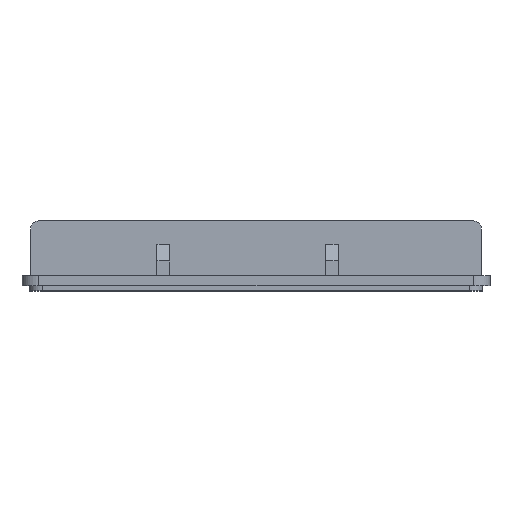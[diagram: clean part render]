
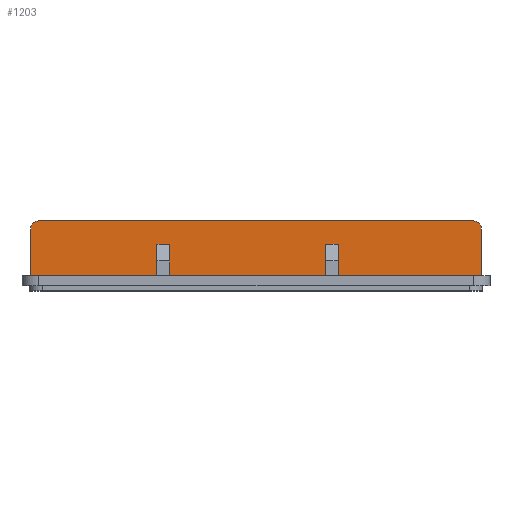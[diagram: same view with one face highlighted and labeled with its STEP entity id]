
A CAD part, top view. The second image highlights one B-rep face of the part: STEP entity #1203.
In plain terms, the highlighted planar face has unit normal (0, 0, 1).
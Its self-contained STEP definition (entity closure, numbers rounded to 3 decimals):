
#5 = DIRECTION ( 'NONE',  ( 1., 0., 0. ) ) ;
#17 = LINE ( 'NONE', #1190, #1684 ) ;
#33 = CARTESIAN_POINT ( 'NONE',  ( -26.75, 6.7, -6.055 ) ) ;
#76 = EDGE_CURVE ( 'NONE', #1713, #166, #2050, .T. ) ;
#86 = VECTOR ( 'NONE', #451, 1000. ) ;
#103 = EDGE_CURVE ( 'NONE', #1668, #396, #1630, .T. ) ;
#116 = CIRCLE ( 'NONE', #1325, 1. ) ;
#125 = ORIENTED_EDGE ( 'NONE', *, *, #1602, .T. ) ;
#135 = ORIENTED_EDGE ( 'NONE', *, *, #76, .F. ) ;
#137 = ORIENTED_EDGE ( 'NONE', *, *, #1550, .F. ) ;
#148 = VECTOR ( 'NONE', #657, 1000. ) ;
#156 = CARTESIAN_POINT ( 'NONE',  ( -26.75, 7.7, -6.055 ) ) ;
#162 = ORIENTED_EDGE ( 'NONE', *, *, #506, .F. ) ;
#166 = VERTEX_POINT ( 'NONE', #1037 ) ;
#170 = EDGE_CURVE ( 'NONE', #1713, #582, #205, .T. ) ;
#199 = LINE ( 'NONE', #484, #1852 ) ;
#205 = LINE ( 'NONE', #862, #974 ) ;
#208 = EDGE_LOOP ( 'NONE', ( #2122, #472, #162, #135, #1202, #1679, #1570, #1813, #1687, #125, #958, #1222, #643, #137 ) ) ;
#225 = VECTOR ( 'NONE', #381, 1000. ) ;
#247 = VERTEX_POINT ( 'NONE', #1189 ) ;
#257 = VECTOR ( 'NONE', #1595, 1000. ) ;
#263 = VERTEX_POINT ( 'NONE', #1080 ) ;
#265 = CARTESIAN_POINT ( 'NONE',  ( 9.75, 4.95, -6.055 ) ) ;
#331 = CARTESIAN_POINT ( 'NONE',  ( 26.75, 7.7, -6.055 ) ) ;
#381 = DIRECTION ( 'NONE',  ( 0., -1., 0. ) ) ;
#396 = VERTEX_POINT ( 'NONE', #1162 ) ;
#398 = DIRECTION ( 'NONE',  ( -1., 0., 0. ) ) ;
#416 = EDGE_CURVE ( 'NONE', #1668, #247, #199, .T. ) ;
#451 = DIRECTION ( 'NONE',  ( 0., -1., 0. ) ) ;
#472 = ORIENTED_EDGE ( 'NONE', *, *, #1935, .T. ) ;
#484 = CARTESIAN_POINT ( 'NONE',  ( 26.75, 7.7, -6.055 ) ) ;
#485 = DIRECTION ( 'NONE',  ( -1., 0., 0. ) ) ;
#486 = LINE ( 'NONE', #156, #1675 ) ;
#506 = EDGE_CURVE ( 'NONE', #166, #720, #899, .T. ) ;
#582 = VERTEX_POINT ( 'NONE', #1732 ) ;
#583 = DIRECTION ( 'NONE',  ( 1., 0., 0. ) ) ;
#643 = ORIENTED_EDGE ( 'NONE', *, *, #1924, .F. ) ;
#657 = DIRECTION ( 'NONE',  ( 0., -1., 0. ) ) ;
#663 = VERTEX_POINT ( 'NONE', #1936 ) ;
#720 = VERTEX_POINT ( 'NONE', #2127 ) ;
#744 = EDGE_CURVE ( 'NONE', #864, #2084, #486, .T. ) ;
#772 = CARTESIAN_POINT ( 'NONE',  ( -10.25, 4.95, -6.055 ) ) ;
#776 = VECTOR ( 'NONE', #1137, 1000. ) ;
#786 = FACE_OUTER_BOUND ( 'NONE', #208, .T. ) ;
#798 = CARTESIAN_POINT ( 'NONE',  ( 26.75, 1.2, -6.055 ) ) ;
#800 = DIRECTION ( 'NONE',  ( -1., 0., 0. ) ) ;
#817 = VECTOR ( 'NONE', #1441, 1000. ) ;
#862 = CARTESIAN_POINT ( 'NONE',  ( 9.75, 4.95, -6.055 ) ) ;
#864 = VERTEX_POINT ( 'NONE', #33 ) ;
#880 = CARTESIAN_POINT ( 'NONE',  ( -10.25, 4.95, -6.055 ) ) ;
#898 = CARTESIAN_POINT ( 'NONE',  ( -25.75, 7.7, -6.055 ) ) ;
#899 = LINE ( 'NONE', #1864, #225 ) ;
#929 = DIRECTION ( 'NONE',  ( -1., 0., 0. ) ) ;
#938 = CARTESIAN_POINT ( 'NONE',  ( 26.75, 1.2, -6.055 ) ) ;
#958 = ORIENTED_EDGE ( 'NONE', *, *, #744, .T. ) ;
#970 = LINE ( 'NONE', #798, #817 ) ;
#974 = VECTOR ( 'NONE', #1201, 1000. ) ;
#978 = PLANE ( 'NONE',  #1629 ) ;
#995 = VERTEX_POINT ( 'NONE', #898 ) ;
#1037 = CARTESIAN_POINT ( 'NONE',  ( 8.25, 4.95, -6.055 ) ) ;
#1066 = LINE ( 'NONE', #1727, #2085 ) ;
#1080 = CARTESIAN_POINT ( 'NONE',  ( -11.75, 1.2, -6.055 ) ) ;
#1116 = LINE ( 'NONE', #1780, #776 ) ;
#1137 = DIRECTION ( 'NONE',  ( -1., 0., 0. ) ) ;
#1143 = DIRECTION ( 'NONE',  ( 0., -1., 0. ) ) ;
#1160 = CARTESIAN_POINT ( 'NONE',  ( 26.75, 6.7, -6.055 ) ) ;
#1162 = CARTESIAN_POINT ( 'NONE',  ( 25.75, 7.7, -6.055 ) ) ;
#1189 = CARTESIAN_POINT ( 'NONE',  ( 26.75, 1.2, -6.055 ) ) ;
#1190 = CARTESIAN_POINT ( 'NONE',  ( 26.75, 7.7, -6.055 ) ) ;
#1201 = DIRECTION ( 'NONE',  ( 0., -1., 0. ) ) ;
#1202 = ORIENTED_EDGE ( 'NONE', *, *, #170, .T. ) ;
#1203 = ADVANCED_FACE ( 'NONE', ( #786 ), #978, .F. ) ;
#1222 = ORIENTED_EDGE ( 'NONE', *, *, #1471, .T. ) ;
#1324 = DIRECTION ( 'NONE',  ( 0., 0., -1. ) ) ;
#1325 = AXIS2_PLACEMENT_3D ( 'NONE', #1623, #1960, #800 ) ;
#1342 = VERTEX_POINT ( 'NONE', #1705 ) ;
#1400 = CARTESIAN_POINT ( 'NONE',  ( 25.75, 6.7, -6.055 ) ) ;
#1429 = CARTESIAN_POINT ( 'NONE',  ( -11.75, 4.95, -6.055 ) ) ;
#1441 = DIRECTION ( 'NONE',  ( 1., 0., 0. ) ) ;
#1445 = LINE ( 'NONE', #772, #148 ) ;
#1471 = EDGE_CURVE ( 'NONE', #2084, #263, #1066, .T. ) ;
#1481 = EDGE_CURVE ( 'NONE', #582, #247, #1761, .T. ) ;
#1482 = CARTESIAN_POINT ( 'NONE',  ( -26.75, 1.2, -6.055 ) ) ;
#1492 = EDGE_CURVE ( 'NONE', #1901, #1342, #1445, .T. ) ;
#1525 = CARTESIAN_POINT ( 'NONE',  ( 9.75, 4.95, -6.055 ) ) ;
#1550 = EDGE_CURVE ( 'NONE', #1901, #663, #1116, .T. ) ;
#1570 = ORIENTED_EDGE ( 'NONE', *, *, #416, .F. ) ;
#1595 = DIRECTION ( 'NONE',  ( 1., 0., 0. ) ) ;
#1602 = EDGE_CURVE ( 'NONE', #995, #864, #116, .T. ) ;
#1623 = CARTESIAN_POINT ( 'NONE',  ( -25.75, 6.7, -6.055 ) ) ;
#1629 = AXIS2_PLACEMENT_3D ( 'NONE', #331, #1324, #485 ) ;
#1630 = CIRCLE ( 'NONE', #1944, 1. ) ;
#1668 = VERTEX_POINT ( 'NONE', #1160 ) ;
#1675 = VECTOR ( 'NONE', #1143, 1000. ) ;
#1679 = ORIENTED_EDGE ( 'NONE', *, *, #1481, .T. ) ;
#1684 = VECTOR ( 'NONE', #5, 1000. ) ;
#1687 = ORIENTED_EDGE ( 'NONE', *, *, #2102, .F. ) ;
#1705 = CARTESIAN_POINT ( 'NONE',  ( -10.25, 1.2, -6.055 ) ) ;
#1713 = VERTEX_POINT ( 'NONE', #1525 ) ;
#1727 = CARTESIAN_POINT ( 'NONE',  ( 26.75, 1.2, -6.055 ) ) ;
#1732 = CARTESIAN_POINT ( 'NONE',  ( 9.75, 1.2, -6.055 ) ) ;
#1761 = LINE ( 'NONE', #938, #257 ) ;
#1780 = CARTESIAN_POINT ( 'NONE',  ( -10.25, 4.95, -6.055 ) ) ;
#1813 = ORIENTED_EDGE ( 'NONE', *, *, #103, .T. ) ;
#1852 = VECTOR ( 'NONE', #2123, 1000. ) ;
#1864 = CARTESIAN_POINT ( 'NONE',  ( 8.25, 4.95, -6.055 ) ) ;
#1883 = DIRECTION ( 'NONE',  ( 0., 0., 1. ) ) ;
#1901 = VERTEX_POINT ( 'NONE', #880 ) ;
#1924 = EDGE_CURVE ( 'NONE', #663, #263, #1949, .T. ) ;
#1935 = EDGE_CURVE ( 'NONE', #1342, #720, #970, .T. ) ;
#1936 = CARTESIAN_POINT ( 'NONE',  ( -11.75, 4.95, -6.055 ) ) ;
#1944 = AXIS2_PLACEMENT_3D ( 'NONE', #1400, #1883, #398 ) ;
#1949 = LINE ( 'NONE', #1429, #86 ) ;
#1960 = DIRECTION ( 'NONE',  ( 0., 0., 1. ) ) ;
#2012 = VECTOR ( 'NONE', #929, 1000. ) ;
#2050 = LINE ( 'NONE', #265, #2012 ) ;
#2084 = VERTEX_POINT ( 'NONE', #1482 ) ;
#2085 = VECTOR ( 'NONE', #583, 1000. ) ;
#2102 = EDGE_CURVE ( 'NONE', #995, #396, #17, .T. ) ;
#2122 = ORIENTED_EDGE ( 'NONE', *, *, #1492, .T. ) ;
#2123 = DIRECTION ( 'NONE',  ( 0., -1., 0. ) ) ;
#2127 = CARTESIAN_POINT ( 'NONE',  ( 8.25, 1.2, -6.055 ) ) ;
